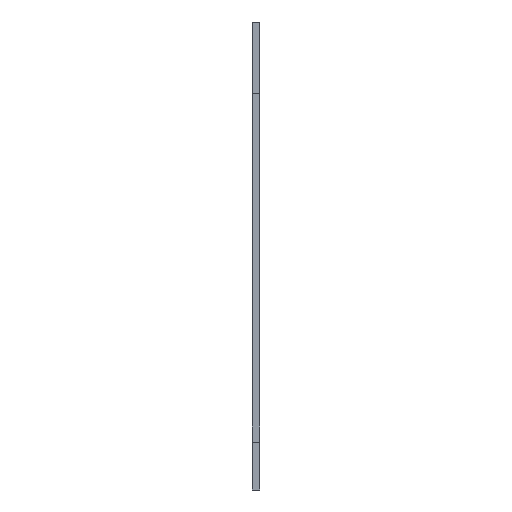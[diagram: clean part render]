
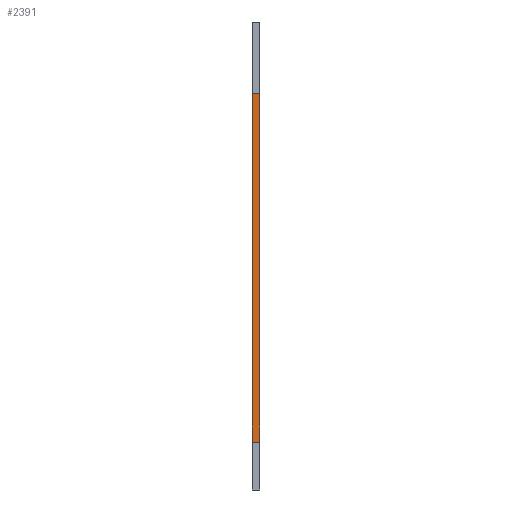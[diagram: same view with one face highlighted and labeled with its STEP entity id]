
A CAD part, left-side view. The second image highlights one B-rep face of the part: STEP entity #2391.
In plain terms, the highlighted planar face has unit normal (-1, 0, 0).
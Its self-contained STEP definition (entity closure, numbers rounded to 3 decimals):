
#10 = LINE ( 'NONE', #1573, #1651 ) ;
#41 = ORIENTED_EDGE ( 'NONE', *, *, #1018, .F. ) ;
#78 = VECTOR ( 'NONE', #932, 1000. ) ;
#161 = VECTOR ( 'NONE', #1453, 1000. ) ;
#263 = EDGE_CURVE ( 'NONE', #1025, #2225, #1264, .T. ) ;
#275 = DIRECTION ( 'NONE',  ( 1., 0., 0. ) ) ;
#324 = VECTOR ( 'NONE', #2022, 1000. ) ;
#447 = DIRECTION ( 'NONE',  ( 0., 0., -1. ) ) ;
#564 = ORIENTED_EDGE ( 'NONE', *, *, #1987, .F. ) ;
#665 = CARTESIAN_POINT ( 'NONE',  ( -180., 1.5, -30.5 ) ) ;
#826 = ORIENTED_EDGE ( 'NONE', *, *, #263, .F. ) ;
#832 = CARTESIAN_POINT ( 'NONE',  ( -180., 1.5, -200. ) ) ;
#854 = FACE_OUTER_BOUND ( 'NONE', #923, .T. ) ;
#908 = AXIS2_PLACEMENT_3D ( 'NONE', #832, #275, #447 ) ;
#923 = EDGE_LOOP ( 'NONE', ( #564, #826, #2243, #41 ) ) ;
#929 = CARTESIAN_POINT ( 'NONE',  ( -180., 1.5, -30.5 ) ) ;
#932 = DIRECTION ( 'NONE',  ( 0., 0., 1. ) ) ;
#1018 = EDGE_CURVE ( 'NONE', #2453, #1813, #2410, .T. ) ;
#1025 = VERTEX_POINT ( 'NONE', #2223 ) ;
#1082 = DIRECTION ( 'NONE',  ( 0., 0., 1. ) ) ;
#1263 = CARTESIAN_POINT ( 'NONE',  ( -180., -1.5, -30.5 ) ) ;
#1264 = LINE ( 'NONE', #1664, #324 ) ;
#1453 = DIRECTION ( 'NONE',  ( 0., -1., 0. ) ) ;
#1573 = CARTESIAN_POINT ( 'NONE',  ( -180., 1.5, -200. ) ) ;
#1651 = VECTOR ( 'NONE', #1082, 1000. ) ;
#1664 = CARTESIAN_POINT ( 'NONE',  ( -180., -1.5, -179.5 ) ) ;
#1707 = CARTESIAN_POINT ( 'NONE',  ( -180., -1.5, -200. ) ) ;
#1813 = VERTEX_POINT ( 'NONE', #1263 ) ;
#1838 = PLANE ( 'NONE',  #908 ) ;
#1987 = EDGE_CURVE ( 'NONE', #2225, #2453, #10, .T. ) ;
#2022 = DIRECTION ( 'NONE',  ( 0., 1., 0. ) ) ;
#2121 = EDGE_CURVE ( 'NONE', #1025, #1813, #2276, .T. ) ;
#2185 = CARTESIAN_POINT ( 'NONE',  ( -180., 1.5, -179.5 ) ) ;
#2223 = CARTESIAN_POINT ( 'NONE',  ( -180., -1.5, -179.5 ) ) ;
#2225 = VERTEX_POINT ( 'NONE', #2185 ) ;
#2243 = ORIENTED_EDGE ( 'NONE', *, *, #2121, .T. ) ;
#2276 = LINE ( 'NONE', #1707, #78 ) ;
#2391 = ADVANCED_FACE ( 'NONE', ( #854 ), #1838, .F. ) ;
#2410 = LINE ( 'NONE', #665, #161 ) ;
#2453 = VERTEX_POINT ( 'NONE', #929 ) ;
